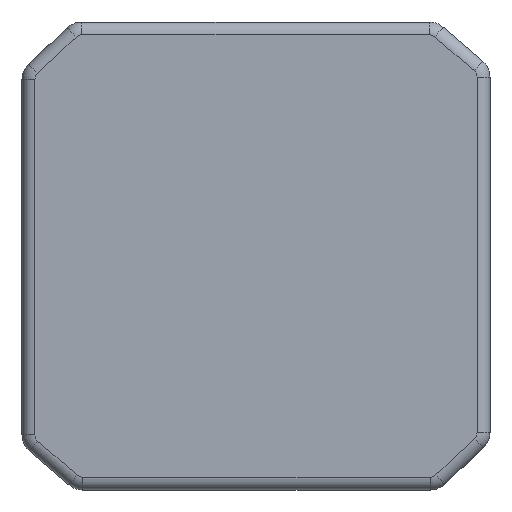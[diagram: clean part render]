
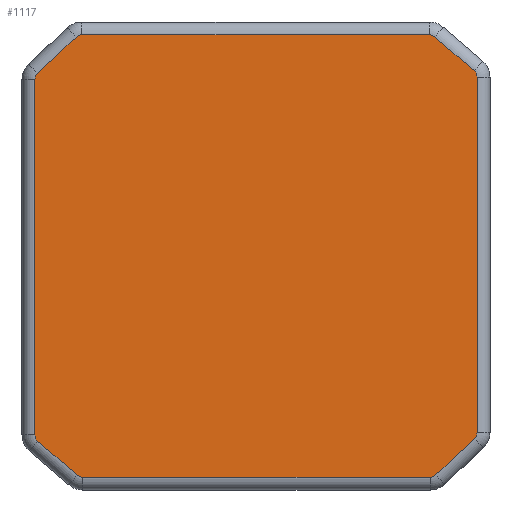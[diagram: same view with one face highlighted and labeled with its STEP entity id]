
A CAD part, front view. The second image highlights one B-rep face of the part: STEP entity #1117.
In plain terms, the highlighted planar face has unit normal (0, -1, 0).
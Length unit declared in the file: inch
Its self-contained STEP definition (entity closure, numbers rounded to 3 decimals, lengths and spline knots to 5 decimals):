
#10 = CIRCLE ( 'NONE', #811, 0.07 ) ;
#13 = DIRECTION ( 'NONE',  ( 0., 0., 1. ) ) ;
#25 = VERTEX_POINT ( 'NONE', #179 ) ;
#26 = LINE ( 'NONE', #276, #1221 ) ;
#29 = DIRECTION ( 'NONE',  ( 0., 0., 1. ) ) ;
#52 = VERTEX_POINT ( 'NONE', #1049 ) ;
#55 = CARTESIAN_POINT ( 'NONE',  ( 2.05009, 0., 2.36353 ) ) ;
#108 = EDGE_CURVE ( 'NONE', #1408, #605, #1068, .T. ) ;
#112 = DIRECTION ( 'NONE',  ( 0., 0., 1. ) ) ;
#120 = AXIS2_PLACEMENT_3D ( 'NONE', #1380, #447, #1526 ) ;
#150 = EDGE_CURVE ( 'NONE', #400, #340, #563, .T. ) ;
#157 = VERTEX_POINT ( 'NONE', #1044 ) ;
#168 = VECTOR ( 'NONE', #399, 39.37008 ) ;
#179 = CARTESIAN_POINT ( 'NONE',  ( 2.41123, 0., 2.02104 ) ) ;
#194 = VECTOR ( 'NONE', #1813, 39.37008 ) ;
#214 = EDGE_CURVE ( 'NONE', #52, #157, #314, .T. ) ;
#240 = ORIENTED_EDGE ( 'NONE', *, *, #1106, .F. ) ;
#276 = CARTESIAN_POINT ( 'NONE',  ( -1.35877, 0., 0. ) ) ;
#285 = CARTESIAN_POINT ( 'NONE',  ( 2.34123, 0., -1.01019 ) ) ;
#306 = VERTEX_POINT ( 'NONE', #774 ) ;
#314 = LINE ( 'NONE', #713, #837 ) ;
#318 = EDGE_LOOP ( 'NONE', ( #707, #1941, #1886, #1657, #892, #1558, #1091, #602, #240, #499, #459, #1890, #1041, #1626, #935, #390 ) ) ;
#330 = EDGE_CURVE ( 'NONE', #1591, #25, #999, .T. ) ;
#335 = PLANE ( 'NONE',  #1172 ) ;
#337 = DIRECTION ( 'NONE',  ( 0., 1., 0. ) ) ;
#340 = VERTEX_POINT ( 'NONE', #426 ) ;
#347 = AXIS2_PLACEMENT_3D ( 'NONE', #1868, #947, #13 ) ;
#350 = VECTOR ( 'NONE', #805, 39.37008 ) ;
#363 = CARTESIAN_POINT ( 'NONE',  ( -1.28877, 0., 2.00106 ) ) ;
#369 = CARTESIAN_POINT ( 'NONE',  ( 2.38915, 0., -1.06122 ) ) ;
#390 = ORIENTED_EDGE ( 'NONE', *, *, #1486, .T. ) ;
#393 = EDGE_CURVE ( 'NONE', #306, #1192, #26, .T. ) ;
#399 = DIRECTION ( 'NONE',  ( 1., 0., 0. ) ) ;
#400 = VERTEX_POINT ( 'NONE', #825 ) ;
#426 = CARTESIAN_POINT ( 'NONE',  ( -1.33669, 0., 2.05209 ) ) ;
#447 = DIRECTION ( 'NONE',  ( 0., 1., 0. ) ) ;
#450 = DIRECTION ( 'NONE',  ( 0., 0., 1. ) ) ;
#459 = ORIENTED_EDGE ( 'NONE', *, *, #772, .F. ) ;
#466 = CARTESIAN_POINT ( 'NONE',  ( -1.1023, 0., -1.28271 ) ) ;
#477 = CIRCLE ( 'NONE', #1108, 0.07 ) ;
#499 = ORIENTED_EDGE ( 'NONE', *, *, #150, .T. ) ;
#512 = DIRECTION ( 'NONE',  ( 0., 0., 1. ) ) ;
#532 = DIRECTION ( 'NONE',  ( 0., 0., 1. ) ) ;
#563 = LINE ( 'NONE', #1821, #1345 ) ;
#582 = CARTESIAN_POINT ( 'NONE',  ( 2.01176, 0., -1.38956 ) ) ;
#587 = LINE ( 'NONE', #1163, #168 ) ;
#590 = CARTESIAN_POINT ( 'NONE',  ( 2.38685, 0., 2.07413 ) ) ;
#596 = DIRECTION ( 'NONE',  ( -0.729, 0., -0.685 ) ) ;
#602 = ORIENTED_EDGE ( 'NONE', *, *, #214, .T. ) ;
#605 = VERTEX_POINT ( 'NONE', #369 ) ;
#607 = CARTESIAN_POINT ( 'NONE',  ( 2.03918, 0., 2.37291 ) ) ;
#649 = EDGE_CURVE ( 'NONE', #1254, #2010, #1369, .T. ) ;
#650 = CARTESIAN_POINT ( 'NONE',  ( 2.41123, 0., 0. ) ) ;
#673 = VECTOR ( 'NONE', #769, 39.37008 ) ;
#675 = CARTESIAN_POINT ( 'NONE',  ( -1.28877, 0., -1.03017 ) ) ;
#707 = ORIENTED_EDGE ( 'NONE', *, *, #977, .F. ) ;
#713 = CARTESIAN_POINT ( 'NONE',  ( 0., 0., 2.38044 ) ) ;
#769 = DIRECTION ( 'NONE',  ( 0.758, 0., -0.652 ) ) ;
#772 = EDGE_CURVE ( 'NONE', #306, #340, #799, .T. ) ;
#774 = CARTESIAN_POINT ( 'NONE',  ( -1.35877, 0., 2.00106 ) ) ;
#777 = AXIS2_PLACEMENT_3D ( 'NONE', #1880, #960, #29 ) ;
#799 = CIRCLE ( 'NONE', #1376, 0.07 ) ;
#805 = DIRECTION ( 'NONE',  ( 0., 0., 1. ) ) ;
#811 = AXIS2_PLACEMENT_3D ( 'NONE', #285, #1383, #450 ) ;
#825 = CARTESIAN_POINT ( 'NONE',  ( -1.00722, 0., 2.36147 ) ) ;
#837 = VECTOR ( 'NONE', #1792, 39.37008 ) ;
#840 = DIRECTION ( 'NONE',  ( 0., 0., 1. ) ) ;
#870 = AXIS2_PLACEMENT_3D ( 'NONE', #1970, #1036, #112 ) ;
#892 = ORIENTED_EDGE ( 'NONE', *, *, #330, .F. ) ;
#921 = AXIS2_PLACEMENT_3D ( 'NONE', #675, #1758, #840 ) ;
#927 = EDGE_CURVE ( 'NONE', #1572, #1192, #1743, .T. ) ;
#935 = ORIENTED_EDGE ( 'NONE', *, *, #649, .F. ) ;
#947 = DIRECTION ( 'NONE',  ( 0., 1., 0. ) ) ;
#960 = DIRECTION ( 'NONE',  ( 0., 1., 0. ) ) ;
#977 = EDGE_CURVE ( 'NONE', #1408, #1560, #477, .T. ) ;
#999 = CIRCLE ( 'NONE', #870, 0.07 ) ;
#1036 = DIRECTION ( 'NONE',  ( 0., 1., 0. ) ) ;
#1038 = CARTESIAN_POINT ( 'NONE',  ( 2.41123, 0., -1.01019 ) ) ;
#1041 = ORIENTED_EDGE ( 'NONE', *, *, #927, .F. ) ;
#1044 = CARTESIAN_POINT ( 'NONE',  ( -0.9593, 0., 2.38044 ) ) ;
#1049 = CARTESIAN_POINT ( 'NONE',  ( 2.00447, 0., 2.38044 ) ) ;
#1060 = DIRECTION ( 'NONE',  ( -0.758, 0., 0.652 ) ) ;
#1068 = LINE ( 'NONE', #1218, #194 ) ;
#1080 = EDGE_CURVE ( 'NONE', #52, #1226, #1287, .T. ) ;
#1083 = LINE ( 'NONE', #466, #673 ) ;
#1091 = ORIENTED_EDGE ( 'NONE', *, *, #1080, .F. ) ;
#1106 = EDGE_CURVE ( 'NONE', #400, #157, #2012, .T. ) ;
#1108 = AXIS2_PLACEMENT_3D ( 'NONE', #1280, #337, #1437 ) ;
#1110 = EDGE_CURVE ( 'NONE', #1378, #25, #1700, .T. ) ;
#1117 = ADVANCED_FACE ( 'NONE', ( #1954 ), #335, .F. ) ;
#1129 = CARTESIAN_POINT ( 'NONE',  ( -0.95201, 0., -1.38956 ) ) ;
#1163 = CARTESIAN_POINT ( 'NONE',  ( 0., 0., -1.38956 ) ) ;
#1168 = VECTOR ( 'NONE', #1060, 39.37008 ) ;
#1172 = AXIS2_PLACEMENT_3D ( 'NONE', #1735, #1436, #512 ) ;
#1192 = VERTEX_POINT ( 'NONE', #1450 ) ;
#1218 = CARTESIAN_POINT ( 'NONE',  ( 1.64907, 0., -1.75616 ) ) ;
#1221 = VECTOR ( 'NONE', #1680, 39.37008 ) ;
#1222 = CARTESIAN_POINT ( 'NONE',  ( -0.99763, 0., -1.37265 ) ) ;
#1226 = VERTEX_POINT ( 'NONE', #55 ) ;
#1254 = VERTEX_POINT ( 'NONE', #1129 ) ;
#1280 = CARTESIAN_POINT ( 'NONE',  ( 2.01176, 0., -1.31956 ) ) ;
#1287 = CIRCLE ( 'NONE', #347, 0.07 ) ;
#1345 = VECTOR ( 'NONE', #596, 39.37008 ) ;
#1369 = CIRCLE ( 'NONE', #120, 0.07 ) ;
#1376 = AXIS2_PLACEMENT_3D ( 'NONE', #363, #1458, #532 ) ;
#1378 = VERTEX_POINT ( 'NONE', #1038 ) ;
#1380 = CARTESIAN_POINT ( 'NONE',  ( -0.95201, 0., -1.31956 ) ) ;
#1383 = DIRECTION ( 'NONE',  ( 0., 1., 0. ) ) ;
#1408 = VERTEX_POINT ( 'NONE', #1683 ) ;
#1436 = DIRECTION ( 'NONE',  ( 0., 1., 0. ) ) ;
#1437 = DIRECTION ( 'NONE',  ( 0., 0., 1. ) ) ;
#1450 = CARTESIAN_POINT ( 'NONE',  ( -1.35877, 0., -1.03017 ) ) ;
#1458 = DIRECTION ( 'NONE',  ( 0., 1., 0. ) ) ;
#1486 = EDGE_CURVE ( 'NONE', #1254, #1560, #587, .T. ) ;
#1526 = DIRECTION ( 'NONE',  ( 0., 0., 1. ) ) ;
#1558 = ORIENTED_EDGE ( 'NONE', *, *, #1773, .T. ) ;
#1560 = VERTEX_POINT ( 'NONE', #582 ) ;
#1572 = VERTEX_POINT ( 'NONE', #1652 ) ;
#1587 = LINE ( 'NONE', #607, #1168 ) ;
#1591 = VERTEX_POINT ( 'NONE', #590 ) ;
#1626 = ORIENTED_EDGE ( 'NONE', *, *, #1833, .T. ) ;
#1652 = CARTESIAN_POINT ( 'NONE',  ( -1.33439, 0., -1.08326 ) ) ;
#1657 = ORIENTED_EDGE ( 'NONE', *, *, #1110, .T. ) ;
#1680 = DIRECTION ( 'NONE',  ( 0., 0., -1. ) ) ;
#1683 = CARTESIAN_POINT ( 'NONE',  ( 2.05968, 0., -1.37059 ) ) ;
#1700 = LINE ( 'NONE', #650, #350 ) ;
#1735 = CARTESIAN_POINT ( 'NONE',  ( 0., 0., 0. ) ) ;
#1743 = CIRCLE ( 'NONE', #921, 0.07 ) ;
#1758 = DIRECTION ( 'NONE',  ( 0., 1., 0. ) ) ;
#1773 = EDGE_CURVE ( 'NONE', #1591, #1226, #1587, .T. ) ;
#1792 = DIRECTION ( 'NONE',  ( -1., 0., 0. ) ) ;
#1813 = DIRECTION ( 'NONE',  ( 0.729, 0., 0.685 ) ) ;
#1821 = CARTESIAN_POINT ( 'NONE',  ( -1.65037, 0., 1.75754 ) ) ;
#1833 = EDGE_CURVE ( 'NONE', #1572, #2010, #1083, .T. ) ;
#1868 = CARTESIAN_POINT ( 'NONE',  ( 2.00447, 0., 2.31044 ) ) ;
#1880 = CARTESIAN_POINT ( 'NONE',  ( -0.9593, 0., 2.31044 ) ) ;
#1886 = ORIENTED_EDGE ( 'NONE', *, *, #1946, .F. ) ;
#1890 = ORIENTED_EDGE ( 'NONE', *, *, #393, .T. ) ;
#1941 = ORIENTED_EDGE ( 'NONE', *, *, #108, .T. ) ;
#1946 = EDGE_CURVE ( 'NONE', #1378, #605, #10, .T. ) ;
#1954 = FACE_OUTER_BOUND ( 'NONE', #318, .T. ) ;
#1970 = CARTESIAN_POINT ( 'NONE',  ( 2.34123, 0., 2.02104 ) ) ;
#2010 = VERTEX_POINT ( 'NONE', #1222 ) ;
#2012 = CIRCLE ( 'NONE', #777, 0.07 ) ;
